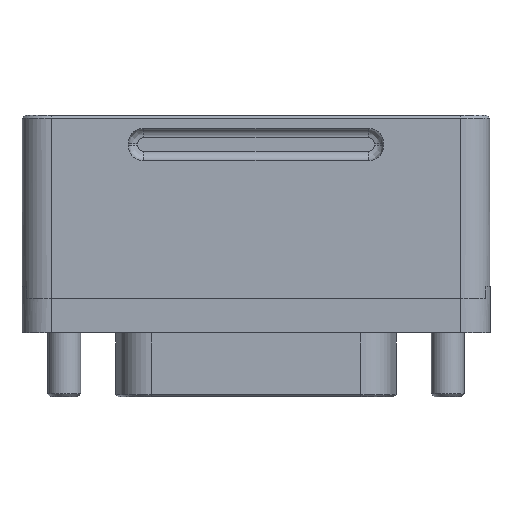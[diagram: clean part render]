
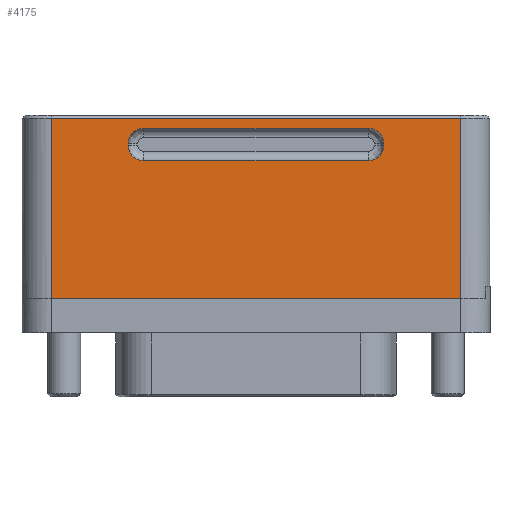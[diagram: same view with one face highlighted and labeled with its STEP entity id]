
A CAD part, front view. The second image highlights one B-rep face of the part: STEP entity #4175.
In plain terms, the highlighted planar face has unit normal (0, -1, 0).
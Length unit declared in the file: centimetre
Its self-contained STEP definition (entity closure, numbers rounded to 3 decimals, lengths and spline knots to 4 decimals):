
#198 = ORIENTED_EDGE ( 'NONE', *, *, #7091, .T. ) ;
#205 = ORIENTED_EDGE ( 'NONE', *, *, #7088, .T. ) ;
#206 = ORIENTED_EDGE ( 'NONE', *, *, #7199, .F. ) ;
#207 = ORIENTED_EDGE ( 'NONE', *, *, #7086, .T. ) ;
#209 = ORIENTED_EDGE ( 'NONE', *, *, #7200, .F. ) ;
#293 = ORIENTED_EDGE ( 'NONE', *, *, #7196, .T. ) ;
#305 = ORIENTED_EDGE ( 'NONE', *, *, #7090, .T. ) ;
#311 = ORIENTED_EDGE ( 'NONE', *, *, #7201, .F. ) ;
#312 = ORIENTED_EDGE ( 'NONE', *, *, #7084, .T. ) ;
#394 = ORIENTED_EDGE ( 'NONE', *, *, #7077, .T. ) ;
#401 = ORIENTED_EDGE ( 'NONE', *, *, #7082, .T. ) ;
#443 = ORIENTED_EDGE ( 'NONE', *, *, #7080, .T. ) ;
#475 = VERTEX_POINT ( 'NONE', #6878 ) ;
#527 = VERTEX_POINT ( 'NONE', #6779 ) ;
#529 = VERTEX_POINT ( 'NONE', #6862 ) ;
#537 = VERTEX_POINT ( 'NONE', #6828 ) ;
#551 = VERTEX_POINT ( 'NONE', #6818 ) ;
#556 = VERTEX_POINT ( 'NONE', #6876 ) ;
#574 = VERTEX_POINT ( 'NONE', #6776 ) ;
#697 = VERTEX_POINT ( 'NONE', #6838 ) ;
#731 = VERTEX_POINT ( 'NONE', #6836 ) ;
#734 = VERTEX_POINT ( 'NONE', #6833 ) ;
#1902 = FACE_OUTER_BOUND ( 'NONE', #9207, .T. ) ;
#1905 = FACE_BOUND ( 'NONE', #9071, .T. ) ;
#2115 = AXIS2_PLACEMENT_3D ( 'NONE', #6276, #6285, #6286 ) ;
#2319 = AXIS2_PLACEMENT_3D ( 'NONE', #3465, #3466, #3467 ) ;
#2320 = AXIS2_PLACEMENT_3D ( 'NONE', #3476, #3477, #3478 ) ;
#2321 = AXIS2_PLACEMENT_3D ( 'NONE', #3485, #3486, #3487 ) ;
#2322 = AXIS2_PLACEMENT_3D ( 'NONE', #3493, #3494, #3495 ) ;
#2572 = CIRCLE ( 'NONE', #2319, 0.1321 ) ;
#2576 = LINE ( 'NONE', #3463, #2582 ) ;
#2579 = CIRCLE ( 'NONE', #2320, 0.1321 ) ;
#2582 = VECTOR ( 'NONE', #3471, 100. ) ;
#2583 = LINE ( 'NONE', #3475, #2589 ) ;
#2586 = CIRCLE ( 'NONE', #2321, 0.1321 ) ;
#2589 = VECTOR ( 'NONE', #3480, 100. ) ;
#2590 = LINE ( 'NONE', #3484, #2596 ) ;
#2593 = CIRCLE ( 'NONE', #2322, 0.1321 ) ;
#2596 = VECTOR ( 'NONE', #3489, 100. ) ;
#2599 = LINE ( 'NONE', #3491, #2601 ) ;
#2601 = VECTOR ( 'NONE', #3488, 100. ) ;
#2751 = LINE ( 'NONE', #3892, #2758 ) ;
#2757 = LINE ( 'NONE', #3907, #2765 ) ;
#2758 = VECTOR ( 'NONE', #3900, 100. ) ;
#2760 = LINE ( 'NONE', #3901, #2762 ) ;
#2761 = LINE ( 'NONE', #3911, #2763 ) ;
#2762 = VECTOR ( 'NONE', #3902, 100. ) ;
#2763 = VECTOR ( 'NONE', #3913, 100. ) ;
#2765 = VECTOR ( 'NONE', #3914, 100. ) ;
#3463 = CARTESIAN_POINT ( 'NONE',  ( -1.3048, -0.6032, 0.2972 ) ) ;
#3465 = CARTESIAN_POINT ( 'NONE',  ( -1.1728, -0.6032, 1.6231 ) ) ;
#3466 = DIRECTION ( 'NONE',  ( 0., 1., 0. ) ) ;
#3467 = DIRECTION ( 'NONE',  ( -1., 0., 0. ) ) ;
#3471 = DIRECTION ( 'NONE',  ( 0., 0., 1. ) ) ;
#3475 = CARTESIAN_POINT ( 'NONE',  ( -0.1999, -0.6032, 1.7704 ) ) ;
#3476 = CARTESIAN_POINT ( 'NONE',  ( -1.1728, -0.6032, 1.6383 ) ) ;
#3477 = DIRECTION ( 'NONE',  ( 0., 1., 0. ) ) ;
#3478 = DIRECTION ( 'NONE',  ( -1., 0., 0. ) ) ;
#3480 = DIRECTION ( 'NONE',  ( 1., 0., 0. ) ) ;
#3484 = CARTESIAN_POINT ( 'NONE',  ( 0.905, -0.6033, 0.2972 ) ) ;
#3485 = CARTESIAN_POINT ( 'NONE',  ( 0.7729, -0.6033, 1.6383 ) ) ;
#3486 = DIRECTION ( 'NONE',  ( 0., 1., 0. ) ) ;
#3487 = DIRECTION ( 'NONE',  ( -1., 0., 0. ) ) ;
#3488 = DIRECTION ( 'NONE',  ( -1., 0., 0. ) ) ;
#3489 = DIRECTION ( 'NONE',  ( 0., 0., -1. ) ) ;
#3491 = CARTESIAN_POINT ( 'NONE',  ( -0.1999, -0.6032, 1.491 ) ) ;
#3493 = CARTESIAN_POINT ( 'NONE',  ( 0.7729, -0.6033, 1.6231 ) ) ;
#3494 = DIRECTION ( 'NONE',  ( 0., 1., 0. ) ) ;
#3495 = DIRECTION ( 'NONE',  ( -1., 0., 0. ) ) ;
#3892 = CARTESIAN_POINT ( 'NONE',  ( -0.1999, -0.6032, 0.2972 ) ) ;
#3900 = DIRECTION ( 'NONE',  ( 1., 0., 0. ) ) ;
#3901 = CARTESIAN_POINT ( 'NONE',  ( 1.5704, -0.6033, 0.2972 ) ) ;
#3902 = DIRECTION ( 'NONE',  ( 0., 0., -1. ) ) ;
#3907 = CARTESIAN_POINT ( 'NONE',  ( -1.9703, -0.6032, 0.2972 ) ) ;
#3911 = CARTESIAN_POINT ( 'NONE',  ( -0.1999, -0.6032, 1.8593 ) ) ;
#3913 = DIRECTION ( 'NONE',  ( 1., 0., 0. ) ) ;
#3914 = DIRECTION ( 'NONE',  ( 0., 0., 1. ) ) ;
#4175 = ADVANCED_FACE ( 'NONE', ( #1902, #1905 ), #6280, .T. ) ;
#6276 = CARTESIAN_POINT ( 'NONE',  ( -0.1999, -0.6032, 0.2972 ) ) ;
#6280 = PLANE ( 'NONE',  #2115 ) ;
#6285 = DIRECTION ( 'NONE',  ( 0., -1., 0. ) ) ;
#6286 = DIRECTION ( 'NONE',  ( 1., 0., 0. ) ) ;
#6776 = CARTESIAN_POINT ( 'NONE',  ( 1.5704, -0.6033, 0.2972 ) ) ;
#6779 = CARTESIAN_POINT ( 'NONE',  ( 0.7729, -0.6033, 1.7704 ) ) ;
#6818 = CARTESIAN_POINT ( 'NONE',  ( 0.905, -0.6033, 1.6383 ) ) ;
#6828 = CARTESIAN_POINT ( 'NONE',  ( -1.3048, -0.6032, 1.6231 ) ) ;
#6833 = CARTESIAN_POINT ( 'NONE',  ( -1.3048, -0.6032, 1.6383 ) ) ;
#6836 = CARTESIAN_POINT ( 'NONE',  ( -1.1728, -0.6032, 1.7704 ) ) ;
#6838 = CARTESIAN_POINT ( 'NONE',  ( -1.9703, -0.6032, 0.2972 ) ) ;
#6862 = CARTESIAN_POINT ( 'NONE',  ( 0.905, -0.6033, 1.6231 ) ) ;
#6876 = CARTESIAN_POINT ( 'NONE',  ( 1.5704, -0.6033, 1.8593 ) ) ;
#6878 = CARTESIAN_POINT ( 'NONE',  ( 0.7729, -0.6033, 1.491 ) ) ;
#7077 = EDGE_CURVE ( 'NONE', #8577, #537, #2572, .T. ) ;
#7080 = EDGE_CURVE ( 'NONE', #537, #734, #2576, .T. ) ;
#7082 = EDGE_CURVE ( 'NONE', #734, #731, #2579, .T. ) ;
#7084 = EDGE_CURVE ( 'NONE', #731, #527, #2583, .T. ) ;
#7086 = EDGE_CURVE ( 'NONE', #527, #551, #2586, .T. ) ;
#7088 = EDGE_CURVE ( 'NONE', #551, #529, #2590, .T. ) ;
#7090 = EDGE_CURVE ( 'NONE', #529, #475, #2593, .T. ) ;
#7091 = EDGE_CURVE ( 'NONE', #475, #8577, #2599, .T. ) ;
#7196 = EDGE_CURVE ( 'NONE', #697, #574, #2751, .T. ) ;
#7199 = EDGE_CURVE ( 'NONE', #556, #574, #2760, .T. ) ;
#7200 = EDGE_CURVE ( 'NONE', #8549, #556, #2761, .T. ) ;
#7201 = EDGE_CURVE ( 'NONE', #697, #8549, #2757, .T. ) ;
#7932 = CARTESIAN_POINT ( 'NONE',  ( -1.9703, -0.6033, 1.8593 ) ) ;
#7937 = CARTESIAN_POINT ( 'NONE',  ( -1.1728, -0.6032, 1.491 ) ) ;
#8549 = VERTEX_POINT ( 'NONE', #7932 ) ;
#8577 = VERTEX_POINT ( 'NONE', #7937 ) ;
#9071 = EDGE_LOOP ( 'NONE', ( #305, #198, #394, #443, #401, #312, #207, #205 ) ) ;
#9207 = EDGE_LOOP ( 'NONE', ( #293, #206, #209, #311 ) ) ;
